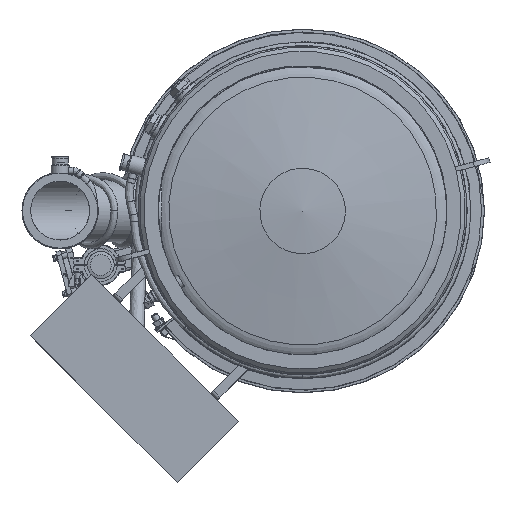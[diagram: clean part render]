
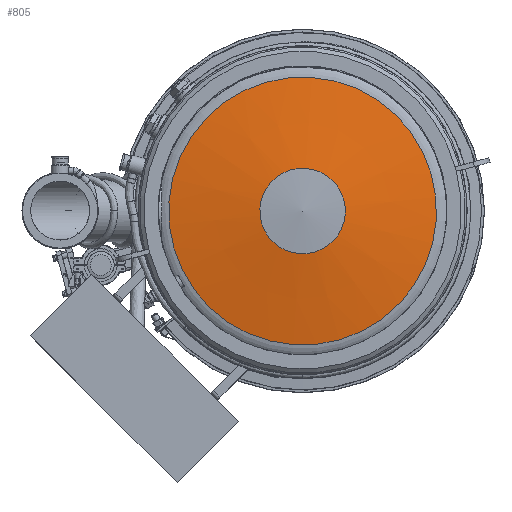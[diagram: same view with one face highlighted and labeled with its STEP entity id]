
A CAD part, top view. The second image highlights one B-rep face of the part: STEP entity #805.
In plain terms, the highlighted conical face has half-angle 81.543 degrees and reference radius 153 mm.
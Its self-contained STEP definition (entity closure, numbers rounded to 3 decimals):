
#805=ADVANCED_FACE('',(#18855,#18857),#18859,.F.);
#18855=FACE_BOUND('',#18856,.T.);
#18856=EDGE_LOOP('',(#45510,#45511));
#18857=FACE_BOUND('',#18858,.T.);
#18858=EDGE_LOOP('',(#45512,#45513));
#18859=CONICAL_SURFACE('',#18860,153.,1.423);
#18860=AXIS2_PLACEMENT_3D('',#18861,#18862,#18863);
#18861=CARTESIAN_POINT('',(0.,0.,32.946));
#18862=DIRECTION('',(0.,0.,-1.));
#18863=DIRECTION('',(-0.588,0.809,0.));
#45510=ORIENTED_EDGE('',*,*,#49505,.F.);
#45511=ORIENTED_EDGE('',*,*,#49504,.F.);
#45512=ORIENTED_EDGE('',*,*,#49506,.T.);
#45513=ORIENTED_EDGE('',*,*,#49507,.T.);
#49504=EDGE_CURVE('',#53897,#53898,#53899,.T.);
#49505=EDGE_CURVE('',#53898,#53897,#53900,.T.);
#49506=EDGE_CURVE('',#53901,#53902,#53903,.T.);
#49507=EDGE_CURVE('',#53902,#53901,#53904,.T.);
#53897=VERTEX_POINT('',#70418);
#53898=VERTEX_POINT('',#70419);
#53899=CIRCLE('',#70420,232.);
#53900=CIRCLE('',#70424,232.);
#53901=VERTEX_POINT('',#70428);
#53902=VERTEX_POINT('',#70429);
#53903=CIRCLE('',#70430,74.);
#53904=CIRCLE('',#70434,74.);
#70418=CARTESIAN_POINT('',(136.362,-187.695,21.2));
#70419=CARTESIAN_POINT('',(-187.695,-136.362,21.2));
#70420=AXIS2_PLACEMENT_3D('',#70421,#70422,#70423);
#70421=CARTESIAN_POINT('',(0.,0.,21.2));
#70422=DIRECTION('',(0.,0.,1.));
#70423=DIRECTION('',(0.588,-0.809,0.));
#70424=AXIS2_PLACEMENT_3D('',#70425,#70426,#70427);
#70425=CARTESIAN_POINT('',(0.,0.,21.2));
#70426=DIRECTION('',(0.,0.,1.));
#70427=DIRECTION('',(-0.809,-0.588,0.));
#70428=CARTESIAN_POINT('',(43.495,-59.868,44.692));
#70429=CARTESIAN_POINT('',(-43.495,59.868,44.692));
#70430=AXIS2_PLACEMENT_3D('',#70431,#70432,#70433);
#70431=CARTESIAN_POINT('',(0.,0.,44.692));
#70432=DIRECTION('',(0.,0.,1.));
#70433=DIRECTION('',(0.588,-0.809,0.));
#70434=AXIS2_PLACEMENT_3D('',#70435,#70436,#70437);
#70435=CARTESIAN_POINT('',(0.,0.,44.692));
#70436=DIRECTION('',(0.,0.,1.));
#70437=DIRECTION('',(-0.588,0.809,0.));
